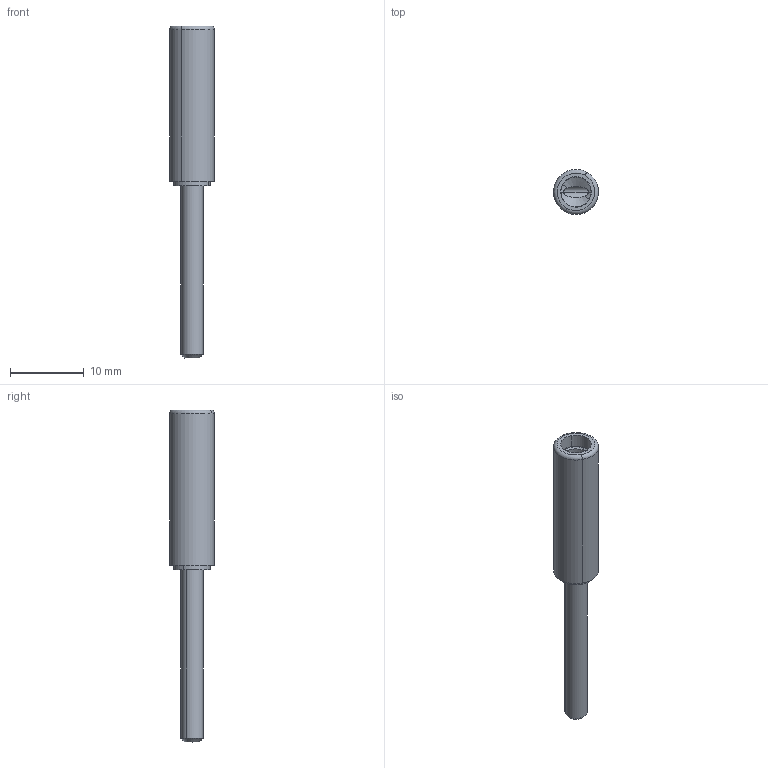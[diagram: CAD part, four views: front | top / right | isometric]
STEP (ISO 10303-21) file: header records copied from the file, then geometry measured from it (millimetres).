
FILE_DESCRIPTION(('CATIA V5R20 STEP214'),'2;1');
FILE_NAME ('6656927_2', '2014-12-10T09:58:34+00:00', ('Weidmueller Interface'), ('Weidmueller'), 'CATIA Version 5 Release 20 SP 5 (IN-10)', 'CATIA V5 STEP AP214', 'none');
FILE_SCHEMA(('AUTOMOTIVE_DESIGN { 1 0 10303 214 1 1 1 1 }'));
Length unit declared in the file: millimetre
Products named in the file (1): 1936240000_STB_21-6_45_GE
Bounding box: 6.1 x 6.1 x 45.05 mm (x, y, z)
Volume: 609.1 mm3; surface area: 1467.6 mm2
Topology: 2 solids, 2 shells, 33 faces, 71 edges, 44 vertices
Faces by surface type: cylinder 16, cone 8, plane 7, torus 2
Entity records: 925 total; most frequent: CARTESIAN_POINT 231, ORIENTED_EDGE 142, DIRECTION 105, EDGE_CURVE 71, AXIS2_PLACEMENT_3D 60, VERTEX_POINT 44, EDGE_LOOP 41, CIRCLE 38
